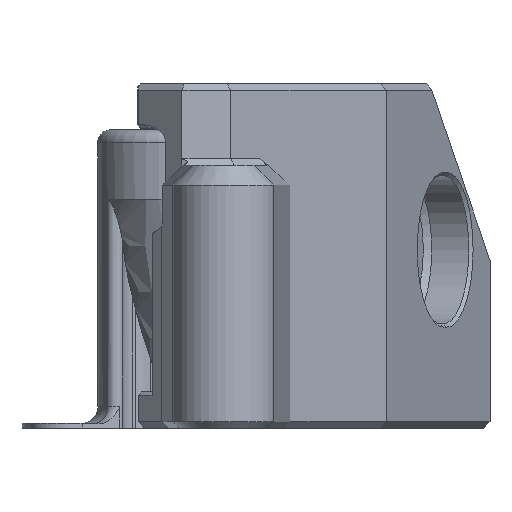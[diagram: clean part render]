
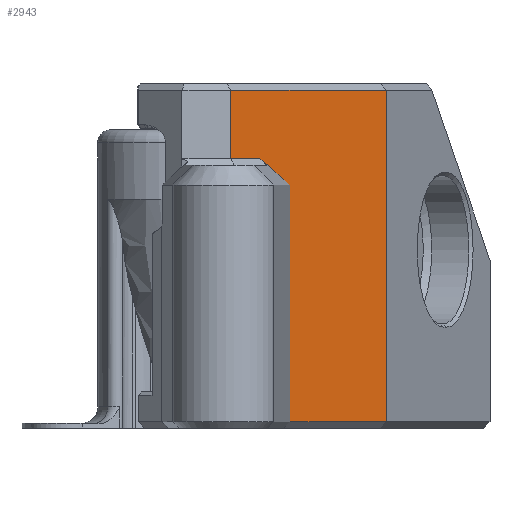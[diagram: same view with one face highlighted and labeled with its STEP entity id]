
A CAD part, front view. The second image highlights one B-rep face of the part: STEP entity #2943.
In plain terms, the highlighted planar face has unit normal (0.782, -0.623, 0).
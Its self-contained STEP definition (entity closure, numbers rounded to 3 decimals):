
#202=LINE('',#4587,#477);
#210=LINE('',#4605,#485);
#224=LINE('',#4660,#499);
#226=LINE('',#4664,#501);
#227=LINE('',#4667,#502);
#228=LINE('',#4668,#503);
#229=LINE('',#4670,#504);
#477=VECTOR('',#3675,1000.);
#485=VECTOR('',#3691,1000.);
#499=VECTOR('',#3719,1000.);
#501=VECTOR('',#3723,1000.);
#502=VECTOR('',#3724,1000.);
#503=VECTOR('',#3725,1000.);
#504=VECTOR('',#3726,1000.);
#695=PLANE('',#3205);
#1125=ORIENTED_EDGE('',*,*,#1882,.T.);
#1126=ORIENTED_EDGE('',*,*,#1883,.T.);
#1127=ORIENTED_EDGE('',*,*,#1880,.T.);
#1128=ORIENTED_EDGE('',*,*,#1861,.F.);
#1129=ORIENTED_EDGE('',*,*,#1852,.T.);
#1130=ORIENTED_EDGE('',*,*,#1884,.T.);
#1131=ORIENTED_EDGE('',*,*,#1885,.F.);
#1852=EDGE_CURVE('',#2249,#2250,#202,.T.);
#1861=EDGE_CURVE('',#2249,#2254,#210,.T.);
#1880=EDGE_CURVE('',#2269,#2254,#224,.T.);
#1882=EDGE_CURVE('',#2270,#2271,#226,.T.);
#1883=EDGE_CURVE('',#2271,#2269,#227,.T.);
#1884=EDGE_CURVE('',#2250,#2272,#228,.T.);
#1885=EDGE_CURVE('',#2270,#2272,#229,.T.);
#2249=VERTEX_POINT('',#4588);
#2250=VERTEX_POINT('',#4589);
#2254=VERTEX_POINT('',#4602);
#2269=VERTEX_POINT('',#4661);
#2270=VERTEX_POINT('',#4665);
#2271=VERTEX_POINT('',#4666);
#2272=VERTEX_POINT('',#4669);
#2565=EDGE_LOOP('',(#1125,#1126,#1127,#1128,#1129,#1130,#1131));
#2752=FACE_BOUND('',#2565,.T.);
#2943=ADVANCED_FACE('',(#2752),#695,.F.);
#3205=AXIS2_PLACEMENT_3D('',#4663,#3721,#3722);
#3675=DIRECTION('',(0.546,0.686,-0.481));
#3691=DIRECTION('',(-0.623,-0.782,0.));
#3719=DIRECTION('',(0.,0.,-1.));
#3721=DIRECTION('',(-0.782,0.623,0.));
#3722=DIRECTION('',(0.623,0.782,0.));
#3723=DIRECTION('',(0.,0.,1.));
#3724=DIRECTION('',(-0.623,-0.782,0.));
#3725=DIRECTION('',(0.,0.,-1.));
#3726=DIRECTION('',(-0.623,-0.782,0.));
#4587=CARTESIAN_POINT('',(-4.155,-11.916,17.761));
#4588=CARTESIAN_POINT('',(-2.554,-9.905,16.35));
#4589=CARTESIAN_POINT('',(-0.738,-7.626,14.75));
#4602=CARTESIAN_POINT('',(-4.33,-12.135,16.35));
#4605=CARTESIAN_POINT('',(-5.952,-14.171,16.35));
#4660=CARTESIAN_POINT('',(-4.33,-12.135,21.1));
#4661=CARTESIAN_POINT('',(-4.33,-12.135,20.488));
#4663=CARTESIAN_POINT('',(-4.33,-12.135,21.1));
#4664=CARTESIAN_POINT('',(5.128,-0.261,20.2));
#4665=CARTESIAN_POINT('',(5.128,-0.261,0.4));
#4666=CARTESIAN_POINT('',(5.128,-0.261,20.488));
#4667=CARTESIAN_POINT('',(-4.33,-12.135,20.488));
#4668=CARTESIAN_POINT('',(-0.738,-7.626,0.2));
#4669=CARTESIAN_POINT('',(-0.738,-7.626,0.4));
#4670=CARTESIAN_POINT('',(-15.228,-25.818,0.4));
